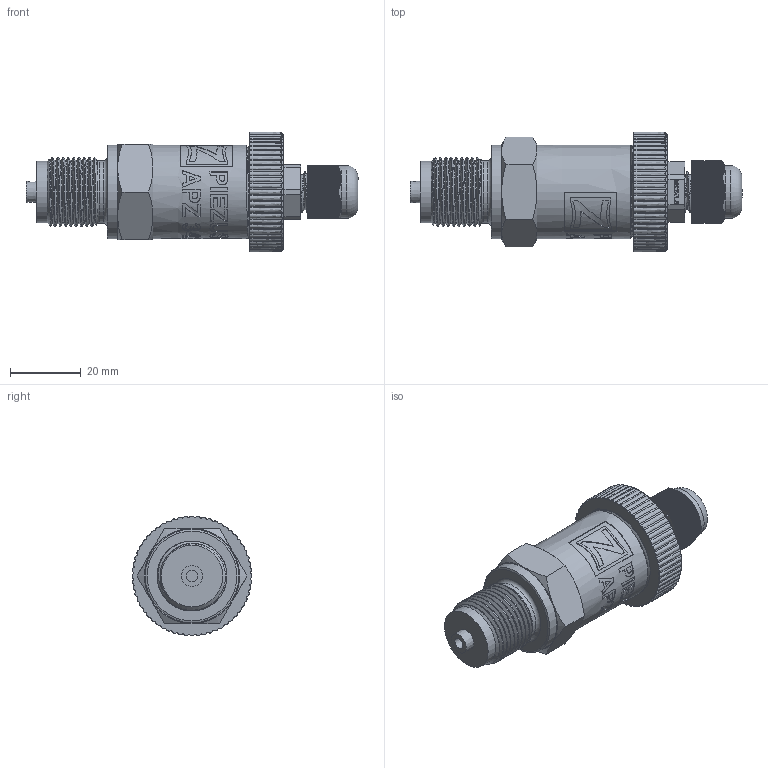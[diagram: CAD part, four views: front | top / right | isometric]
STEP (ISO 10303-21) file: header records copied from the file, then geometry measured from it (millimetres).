
FILE_DESCRIPTION(/* description */ (''),/* implementation_level */ '2;1');
FILE_NAME(/* name */ 'APZ3420_M20x1,5EN_CableGland.step',/* time_stamp */ '2021-06-08T17:14:31+03:00',/* author */ (''),/* organization */ (''),/* preprocessor_version */ 'ST-DEVELOPER v18.1',/* originating_system */ 'Autodesk Translation Framework v10.9.0.1377',/* authorisation */ '');
FILE_SCHEMA (('AUTOMOTIVE_DESIGN { 1 0 10303 214 3 1 1 }'));
Length unit declared in the file: millimetre
Products named in the file (8): (Unsaved); M20x1,5 EN; OMAL nut M27x1.5 v8; Ш100.000.001 v3; M12x1.5 Cable gland v3; Cable gland; Rubber gasket; M12 Domed nut
Assembly tree (7 placements, depth 3):
  (Unsaved)
    M20x1,5 EN
    OMAL nut M27x1.5 v8
    Ш100.000.001 v3
    M12x1.5 Cable gland v3
      Cable gland
      Rubber gasket
      M12 Domed nut
Bounding box: 94.16 x 34 x 34 mm (x, y, z)
Volume: 38330.9 mm3; surface area: 16832.9 mm2
Topology: 6 solids, 6 shells, 2679 faces, 7824 edges, 5202 vertices
Faces by surface type: plane 1471, cylinder 746, bspline 403, cone 55, torus 3, sphere 1
Full cylindrical faces by diameter (mm): 1 x6, 7.5 x1, 8 x1, 9.976 x5, 10 x6, 10.376 x4, 10.526 x1, 11.6 x4, 12 x5, 12.6 x1, 15 x1, 17 x1, 17.8 x1, 18.137 x8, 19.85 x7, 21.4 x2, 22.4 x1, 24.5 x1, 25.132 x4, 25.526 x4, 27.208 x5
Entity records: 127844 total; most frequent: CARTESIAN_POINT 59030, ORIENTED_EDGE 15648, DIRECTION 12726, EDGE_CURVE 7824, VERTEX_POINT 5202, LINE 4458, VECTOR 4458, AXIS2_PLACEMENT_3D 4134
